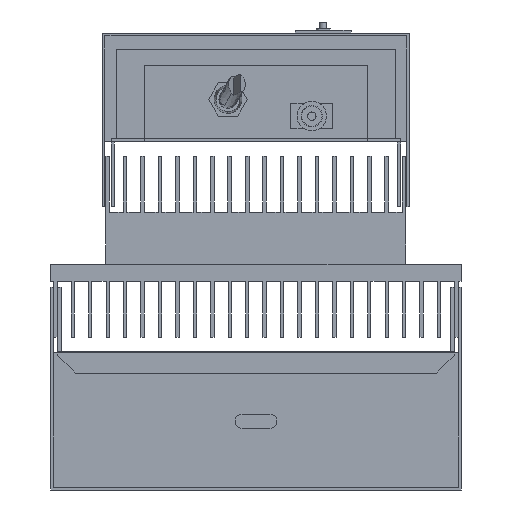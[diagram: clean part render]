
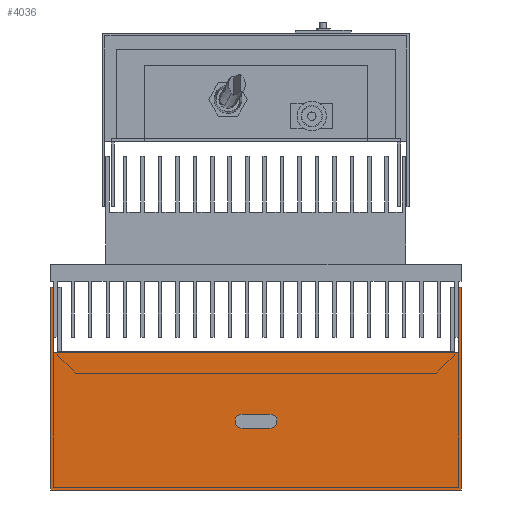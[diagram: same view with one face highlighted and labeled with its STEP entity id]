
A CAD part, front view. The second image highlights one B-rep face of the part: STEP entity #4036.
In plain terms, the highlighted planar face has unit normal (0, -1, 0).
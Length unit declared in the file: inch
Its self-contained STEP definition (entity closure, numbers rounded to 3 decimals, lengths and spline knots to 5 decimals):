
#338 = ORIENTED_EDGE ( 'NONE', *, *, #4355, .F. ) ;
#528 = VECTOR ( 'NONE', #27252, 39.37008 ) ;
#1072 = EDGE_CURVE ( 'NONE', #22891, #20955, #4792, .T. ) ;
#1112 = CARTESIAN_POINT ( 'NONE',  ( 10.45013, 1.365, -3.29387 ) ) ;
#1180 = AXIS2_PLACEMENT_3D ( 'NONE', #1112, #9552, #18010 ) ;
#1503 = VECTOR ( 'NONE', #6643, 39.37008 ) ;
#1989 = EDGE_CURVE ( 'NONE', #2969, #22891, #10324, .T. ) ;
#2221 = DIRECTION ( 'NONE',  ( 0., 0., -1. ) ) ;
#2419 = VECTOR ( 'NONE', #24540, 39.37008 ) ;
#2431 = VECTOR ( 'NONE', #26777, 39.37008 ) ;
#2487 = ORIENTED_EDGE ( 'NONE', *, *, #23273, .T. ) ;
#2652 = VERTEX_POINT ( 'NONE', #7096 ) ;
#2826 = DIRECTION ( 'NONE',  ( 0., -1., 0. ) ) ;
#2969 = VERTEX_POINT ( 'NONE', #23304 ) ;
#3474 = ORIENTED_EDGE ( 'NONE', *, *, #20906, .F. ) ;
#3832 = DIRECTION ( 'NONE',  ( 0., 0., 1. ) ) ;
#3840 = VERTEX_POINT ( 'NONE', #12385 ) ;
#3926 = CARTESIAN_POINT ( 'NONE',  ( 10.95013, 1.365, -3.16887 ) ) ;
#3951 = VERTEX_POINT ( 'NONE', #21536 ) ;
#4036 = ADVANCED_FACE ( 'NONE', ( #23889, #4893 ), #13344, .T. ) ;
#4355 = EDGE_CURVE ( 'NONE', #25205, #12318, #16937, .T. ) ;
#4792 = LINE ( 'NONE', #13235, #11991 ) ;
#4893 = FACE_OUTER_BOUND ( 'NONE', #13545, .T. ) ;
#5023 = CARTESIAN_POINT ( 'NONE',  ( 14.32513, 1.365, -2.06387 ) ) ;
#5859 = DIRECTION ( 'NONE',  ( 1., 0., 0. ) ) ;
#5897 = CARTESIAN_POINT ( 'NONE',  ( 7.07513, 1.365, -2.06387 ) ) ;
#6406 = DIRECTION ( 'NONE',  ( 1., 0., 0. ) ) ;
#6643 = DIRECTION ( 'NONE',  ( 1., 0., 0. ) ) ;
#6977 = ORIENTED_EDGE ( 'NONE', *, *, #14407, .T. ) ;
#7096 = CARTESIAN_POINT ( 'NONE',  ( 7.02713, 1.365, -4.52387 ) ) ;
#7151 = EDGE_CURVE ( 'NONE', #2969, #3840, #16383, .T. ) ;
#7612 = LINE ( 'NONE', #16070, #2419 ) ;
#7634 = LINE ( 'NONE', #16095, #10829 ) ;
#7839 = LINE ( 'NONE', #16288, #21934 ) ;
#7917 = VERTEX_POINT ( 'NONE', #18126 ) ;
#7973 = LINE ( 'NONE', #22825, #10755 ) ;
#9552 = DIRECTION ( 'NONE',  ( 0., 1., 0. ) ) ;
#9845 = LINE ( 'NONE', #18308, #2431 ) ;
#10236 = EDGE_CURVE ( 'NONE', #7917, #13241, #13112, .T. ) ;
#10324 = LINE ( 'NONE', #18790, #528 ) ;
#10535 = ORIENTED_EDGE ( 'NONE', *, *, #7151, .F. ) ;
#10755 = VECTOR ( 'NONE', #3832, 39.37008 ) ;
#10829 = VECTOR ( 'NONE', #24563, 39.37008 ) ;
#11235 = ORIENTED_EDGE ( 'NONE', *, *, #16067, .T. ) ;
#11270 = DIRECTION ( 'NONE',  ( 0., 0., -1. ) ) ;
#11991 = VECTOR ( 'NONE', #21691, 39.37008 ) ;
#12318 = VERTEX_POINT ( 'NONE', #18046 ) ;
#12385 = CARTESIAN_POINT ( 'NONE',  ( 14.37313, 1.365, -0.89387 ) ) ;
#12759 = CARTESIAN_POINT ( 'NONE',  ( 10.95013, 1.365, -3.29387 ) ) ;
#12868 = EDGE_LOOP ( 'NONE', ( #2487, #11235, #19267, #13088 ) ) ;
#13088 = ORIENTED_EDGE ( 'NONE', *, *, #10236, .T. ) ;
#13112 = CIRCLE ( 'NONE', #1180, 0.125 ) ;
#13235 = CARTESIAN_POINT ( 'NONE',  ( 10.70013, 1.365, -2.06387 ) ) ;
#13241 = VERTEX_POINT ( 'NONE', #20863 ) ;
#13344 = PLANE ( 'NONE',  #13796 ) ;
#13443 = VECTOR ( 'NONE', #5859, 39.37008 ) ;
#13545 = EDGE_LOOP ( 'NONE', ( #13580, #22321, #21290, #338, #16208, #3474, #6977, #10535 ) ) ;
#13580 = ORIENTED_EDGE ( 'NONE', *, *, #1989, .T. ) ;
#13796 = AXIS2_PLACEMENT_3D ( 'NONE', #21801, #2826, #11270 ) ;
#14407 = EDGE_CURVE ( 'NONE', #15409, #3840, #7973, .T. ) ;
#14775 = AXIS2_PLACEMENT_3D ( 'NONE', #12759, #21206, #2221 ) ;
#15409 = VERTEX_POINT ( 'NONE', #23774 ) ;
#15835 = CARTESIAN_POINT ( 'NONE',  ( 7.02713, 1.365, -0.89387 ) ) ;
#16067 = EDGE_CURVE ( 'NONE', #23854, #3951, #26723, .T. ) ;
#16070 = CARTESIAN_POINT ( 'NONE',  ( 10.70013, 1.365, -3.41887 ) ) ;
#16095 = CARTESIAN_POINT ( 'NONE',  ( 7.07513, 1.365, -2.69687 ) ) ;
#16208 = ORIENTED_EDGE ( 'NONE', *, *, #20033, .T. ) ;
#16288 = CARTESIAN_POINT ( 'NONE',  ( 14.37313, 1.365, -4.52387 ) ) ;
#16383 = LINE ( 'NONE', #24851, #13443 ) ;
#16937 = LINE ( 'NONE', #25399, #21330 ) ;
#17190 = LINE ( 'NONE', #25646, #1503 ) ;
#18010 = DIRECTION ( 'NONE',  ( 0., 0., -1. ) ) ;
#18046 = CARTESIAN_POINT ( 'NONE',  ( 7.07513, 1.365, -0.89387 ) ) ;
#18126 = CARTESIAN_POINT ( 'NONE',  ( 10.45013, 1.365, -3.41887 ) ) ;
#18308 = CARTESIAN_POINT ( 'NONE',  ( 7.02713, 1.365, -2.69687 ) ) ;
#18790 = CARTESIAN_POINT ( 'NONE',  ( 14.32513, 1.365, -2.69687 ) ) ;
#19267 = ORIENTED_EDGE ( 'NONE', *, *, #25724, .T. ) ;
#20016 = EDGE_CURVE ( 'NONE', #20955, #12318, #7634, .T. ) ;
#20033 = EDGE_CURVE ( 'NONE', #25205, #2652, #9845, .T. ) ;
#20863 = CARTESIAN_POINT ( 'NONE',  ( 10.45013, 1.365, -3.16887 ) ) ;
#20906 = EDGE_CURVE ( 'NONE', #15409, #2652, #7839, .T. ) ;
#20955 = VERTEX_POINT ( 'NONE', #5897 ) ;
#21206 = DIRECTION ( 'NONE',  ( 0., 1., 0. ) ) ;
#21290 = ORIENTED_EDGE ( 'NONE', *, *, #20016, .T. ) ;
#21330 = VECTOR ( 'NONE', #6406, 39.37008 ) ;
#21536 = CARTESIAN_POINT ( 'NONE',  ( 10.95013, 1.365, -3.41887 ) ) ;
#21691 = DIRECTION ( 'NONE',  ( -1., 0., 0. ) ) ;
#21801 = CARTESIAN_POINT ( 'NONE',  ( 10.70013, 1.365, -2.69687 ) ) ;
#21934 = VECTOR ( 'NONE', #24753, 39.37008 ) ;
#22321 = ORIENTED_EDGE ( 'NONE', *, *, #1072, .T. ) ;
#22825 = CARTESIAN_POINT ( 'NONE',  ( 14.37313, 1.365, -2.69687 ) ) ;
#22891 = VERTEX_POINT ( 'NONE', #5023 ) ;
#23273 = EDGE_CURVE ( 'NONE', #13241, #23854, #17190, .T. ) ;
#23304 = CARTESIAN_POINT ( 'NONE',  ( 14.32513, 1.365, -0.89387 ) ) ;
#23774 = CARTESIAN_POINT ( 'NONE',  ( 14.37313, 1.365, -4.52387 ) ) ;
#23854 = VERTEX_POINT ( 'NONE', #3926 ) ;
#23889 = FACE_BOUND ( 'NONE', #12868, .T. ) ;
#24540 = DIRECTION ( 'NONE',  ( -1., 0., 0. ) ) ;
#24563 = DIRECTION ( 'NONE',  ( 0., 0., 1. ) ) ;
#24753 = DIRECTION ( 'NONE',  ( -1., 0., 0. ) ) ;
#24851 = CARTESIAN_POINT ( 'NONE',  ( 14.37313, 1.365, -0.89387 ) ) ;
#25205 = VERTEX_POINT ( 'NONE', #15835 ) ;
#25399 = CARTESIAN_POINT ( 'NONE',  ( 7.07513, 1.365, -0.89387 ) ) ;
#25646 = CARTESIAN_POINT ( 'NONE',  ( 10.70013, 1.365, -3.16887 ) ) ;
#25724 = EDGE_CURVE ( 'NONE', #3951, #7917, #7612, .T. ) ;
#26723 = CIRCLE ( 'NONE', #14775, 0.125 ) ;
#26777 = DIRECTION ( 'NONE',  ( 0., 0., -1. ) ) ;
#27252 = DIRECTION ( 'NONE',  ( 0., 0., -1. ) ) ;
